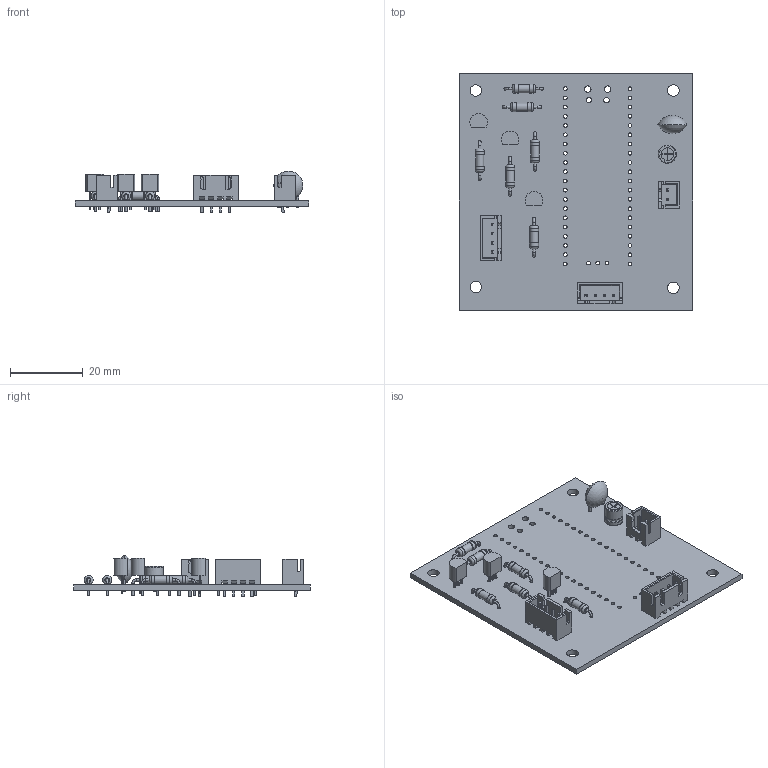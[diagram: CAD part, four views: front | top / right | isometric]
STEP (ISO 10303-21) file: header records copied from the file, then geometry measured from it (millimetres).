
FILE_DESCRIPTION(('KiCad electronic assembly'),'2;1');
FILE_NAME('rgb-lamp.step','2024-08-16T21:07:17',('Pcbnew'),('Kicad'), 'Open CASCADE STEP processor 7.8','KiCad to STEP converter','Unknown' );
FILE_SCHEMA(('AUTOMOTIVE_DESIGN { 1 0 10303 214 1 1 1 1 }'));
Length unit declared in the file: millimetre
Products named in the file (14): rgb-lamp 1; TO-92_Inline; TO-92_Inline_Narrow; C_Disc_D8.0mm_W5.0mm_P5.00mm; C_Disc_D80mm_W50mm_P500mm; JST_XH_B4B-XH-A_1x04_P2.50mm_Vertical; JST_B4B_XH_A; JST_XH_B2B-XH-A_1x02_P2.50mm_Vertical; JST_B2B_XH_A; R_Axial_DIN0207_L6.3mm_D2.5mm_P10.16mm_Horizontal; R_Axial_DIN0207_L63mm_D25mm_P1016mm_Horizontal; CP_Radial_D5.0mm_P2.50mm; CP_Radial_D50mm_P250mm; rgb-lamp_PCB
Assembly tree (21 placements, depth 3):
  rgb-lamp 1
    TO-92_Inline  x3
      TO-92_Inline_Narrow
    C_Disc_D8.0mm_W5.0mm_P5.00mm
      C_Disc_D80mm_W50mm_P500mm
    JST_XH_B4B-XH-A_1x04_P2.50mm_Vertical  x2
      JST_B4B_XH_A
    JST_XH_B2B-XH-A_1x02_P2.50mm_Vertical
      JST_B2B_XH_A
    R_Axial_DIN0207_L6.3mm_D2.5mm_P10.16mm_Horizontal  x6
      R_Axial_DIN0207_L63mm_D25mm_P1016mm_Horizontal
    CP_Radial_D5.0mm_P2.50mm
      CP_Radial_D50mm_P250mm
    rgb-lamp_PCB
Bounding box: 64.26 x 65.02 x 11.5 mm (x, y, z)
Volume: 7829.3 mm3; surface area: 11846.2 mm2
Topology: 15 solids, 16 shells, 677 faces, 1664 edges, 1072 vertices
Faces by surface type: plane 480, cylinder 158, torus 26, bspline 6, revolution 5, sphere 2
Full cylindrical faces by diameter (mm): 0.5 x2, 0.6 x24, 0.7 x2, 0.75 x9, 0.8 x14, 0.95 x8, 1 x4, 1.02 x43, 1.5 x2, 1.8 x2, 2.25 x6, 2.5 x12, 3.2 x4
Entity records: 16281 total; most frequent: CARTESIAN_POINT 3084, DIRECTION 2166, ORIENTED_EDGE 2152, EDGE_CURVE 1076, LINE 785, VECTOR 785, VERTEX_POINT 700, AXIS2_PLACEMENT_3D 688
